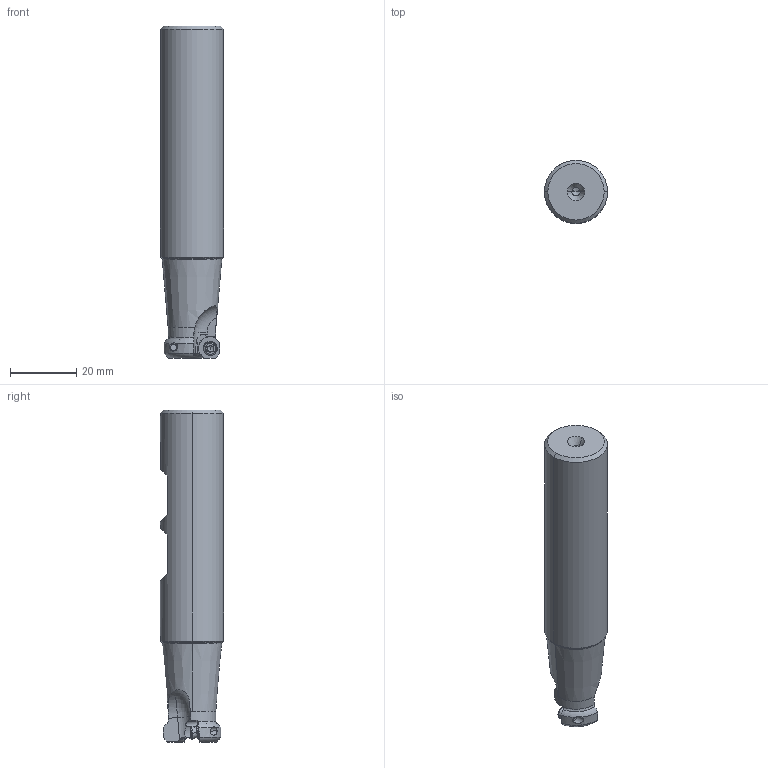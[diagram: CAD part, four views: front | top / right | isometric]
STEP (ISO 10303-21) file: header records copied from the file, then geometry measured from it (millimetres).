
FILE_DESCRIPTION((''),'2;1');
FILE_NAME('BRP3UNR122W12_ASM','2021-08-05T11:25:51',('tlyw01'),('PTC Japan'),'CREO PARAMETRIC BY PTC INC, 2018500','CREO PARAMETRIC BY PTC INC, 2018500','');
FILE_SCHEMA(('AUTOMOTIVE_DESIGN { 1 0 10303 214 1 1 1 1 }'));
Length unit declared in the file: millimetre
Products named in the file (4): BRP3UNR122W12_1; BRP3UNR122W12_2; BRP3UNR122W12_3; BRP3UNR122W12_ASM
Assembly tree (3 placements, depth 2):
  BRP3UNR122W12_ASM
    BRP3UNR122W12_1
    BRP3UNR122W12_2
    BRP3UNR122W12_3
Bounding box: 19.05 x 19.05 x 100.35 mm (x, y, z)
Volume: 24476.4 mm3; surface area: 6436.7 mm2
Topology: 3 solids, 3 shells, 172 faces, 502 edges, 335 vertices
Faces by surface type: cylinder 70, plane 40, cone 34, torus 24, sphere 4
Entity records: 8652 total; most frequent: CARTESIAN_POINT 2367, ORIENTED_EDGE 992, DIRECTION 950, PRESENTATION_STYLE_ASSIGNMENT 504, STYLED_ITEM 504, CURVE_STYLE 501, EDGE_CURVE 496, AXIS2_PLACEMENT_3D 403
